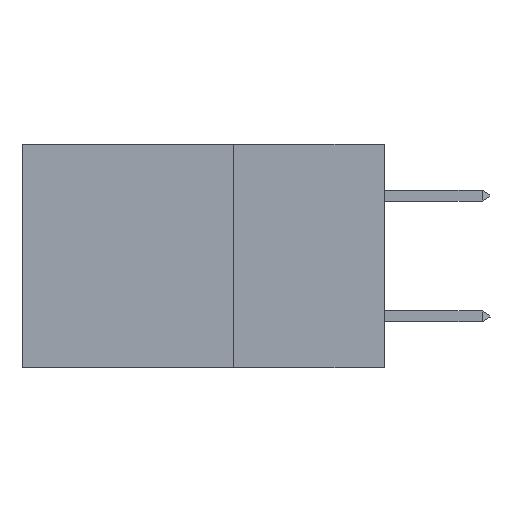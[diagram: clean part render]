
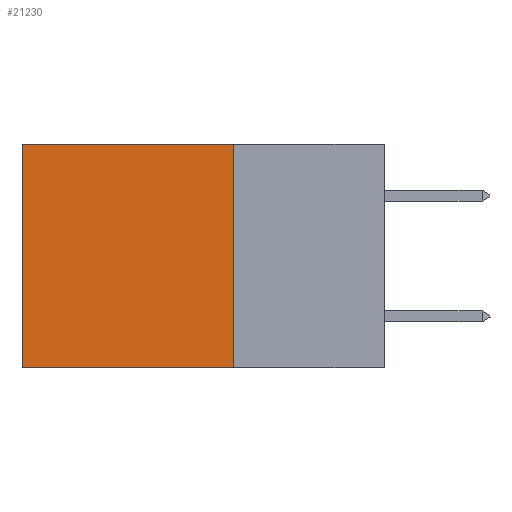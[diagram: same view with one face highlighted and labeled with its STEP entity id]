
A CAD part, left-side view. The second image highlights one B-rep face of the part: STEP entity #21230.
In plain terms, the highlighted planar face has unit normal (-1, 0, 0).
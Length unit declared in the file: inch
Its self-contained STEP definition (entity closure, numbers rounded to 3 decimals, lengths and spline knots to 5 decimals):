
#4000 = CARTESIAN_POINT ( 'NONE',  ( 0.2875, 0.25, -0.37 ) ) ;
#4083 = PLANE ( 'NONE',  #34650 ) ;
#4184 = CARTESIAN_POINT ( 'NONE',  ( 0.2875, 0.25, -0.37 ) ) ;
#6408 = DIRECTION ( 'NONE',  ( 1., 0., 0. ) ) ;
#6469 = CARTESIAN_POINT ( 'NONE',  ( 0.2875, 0.6, 0. ) ) ;
#6568 = ORIENTED_EDGE ( 'NONE', *, *, #14496, .T. ) ;
#6606 = DIRECTION ( 'NONE',  ( 0., 0., -1. ) ) ;
#6744 = VERTEX_POINT ( 'NONE', #20541 ) ;
#6945 = DIRECTION ( 'NONE',  ( 0., 0., -1. ) ) ;
#7075 = CARTESIAN_POINT ( 'NONE',  ( 0.2875, 0.25, 0. ) ) ;
#7079 = LINE ( 'NONE', #4000, #37459 ) ;
#7811 = EDGE_CURVE ( 'NONE', #6744, #24810, #12566, .T. ) ;
#9934 = CARTESIAN_POINT ( 'NONE',  ( 0.2875, 0.25, 0. ) ) ;
#11381 = EDGE_LOOP ( 'NONE', ( #6568, #35748, #14727, #12303 ) ) ;
#12303 = ORIENTED_EDGE ( 'NONE', *, *, #37634, .T. ) ;
#12507 = DIRECTION ( 'NONE',  ( 0., 1., 0. ) ) ;
#12566 = LINE ( 'NONE', #26531, #21360 ) ;
#14496 = EDGE_CURVE ( 'NONE', #22931, #35628, #34714, .T. ) ;
#14727 = ORIENTED_EDGE ( 'NONE', *, *, #7811, .F. ) ;
#15711 = LINE ( 'NONE', #7075, #27756 ) ;
#19070 = FACE_OUTER_BOUND ( 'NONE', #11381, .T. ) ;
#20541 = CARTESIAN_POINT ( 'NONE',  ( 0.2875, 0.25, 0. ) ) ;
#21230 = ADVANCED_FACE ( 'NONE', ( #19070 ), #4083, .F. ) ;
#21360 = VECTOR ( 'NONE', #29101, 39.37008 ) ;
#22931 = VERTEX_POINT ( 'NONE', #34992 ) ;
#24810 = VERTEX_POINT ( 'NONE', #4184 ) ;
#25542 = CARTESIAN_POINT ( 'NONE',  ( 0.2875, 0.6, -0.37 ) ) ;
#26531 = CARTESIAN_POINT ( 'NONE',  ( 0.2875, 0.25, 0. ) ) ;
#27756 = VECTOR ( 'NONE', #12507, 39.37008 ) ;
#28801 = EDGE_CURVE ( 'NONE', #24810, #35628, #7079, .T. ) ;
#29101 = DIRECTION ( 'NONE',  ( 0., 0., -1. ) ) ;
#34650 = AXIS2_PLACEMENT_3D ( 'NONE', #9934, #6408, #6945 ) ;
#34714 = LINE ( 'NONE', #6469, #35614 ) ;
#34992 = CARTESIAN_POINT ( 'NONE',  ( 0.2875, 0.6, 0. ) ) ;
#35614 = VECTOR ( 'NONE', #6606, 39.37008 ) ;
#35628 = VERTEX_POINT ( 'NONE', #25542 ) ;
#35748 = ORIENTED_EDGE ( 'NONE', *, *, #28801, .F. ) ;
#36475 = DIRECTION ( 'NONE',  ( 0., 1., 0. ) ) ;
#37459 = VECTOR ( 'NONE', #36475, 39.37008 ) ;
#37634 = EDGE_CURVE ( 'NONE', #6744, #22931, #15711, .T. ) ;
